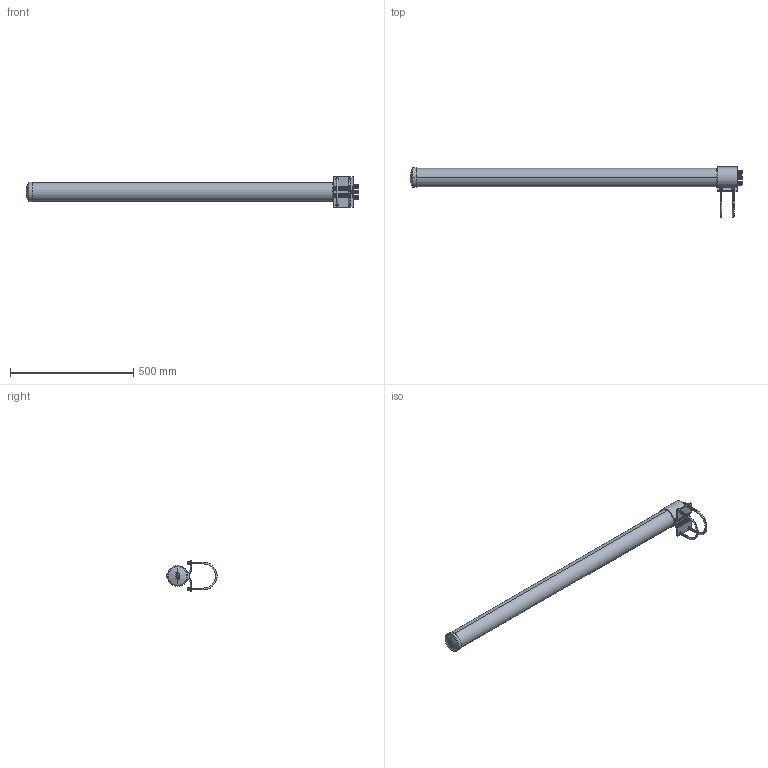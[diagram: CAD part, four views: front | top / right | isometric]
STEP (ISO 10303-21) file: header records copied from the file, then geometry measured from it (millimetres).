
FILE_DESCRIPTION (( 'STEP AP214' ), '1' );
FILE_NAME ('HG2458-11DPU.STEP', '2015-03-25T16:04:13', ( 'L-Com' ), ( 'L-Com Global Connectivity' ), 'SwSTEP 2.0', 'SolidWorks 2014', '' );
FILE_SCHEMA (( 'AUTOMOTIVE_DESIGN' ));
Length unit declared in the file: inch
Products named in the file (3): HG2458-11DPU_Ubolt; HG2458-11DPU_ANTENNA; HG2458-11DPU
Assembly tree (3 placements, depth 2):
  HG2458-11DPU
    HG2458-11DPU_ANTENNA
    HG2458-11DPU_Ubolt  x2
Bounding box: 1344.42 x 203.5 x 124.97 mm (x, y, z)
Volume: 6021192 mm3; surface area: 373962.8 mm2
Topology: 3 solids, 3 shells, 1534 faces, 3366 edges, 1911 vertices
Faces by surface type: cone 962, plane 316, cylinder 122, bspline 96, torus 30, sphere 8
Entity records: 42393 total; most frequent: CARTESIAN_POINT 11783, DIRECTION 5302, ORIENTED_EDGE 5088, EDGE_CURVE 2544, AXIS2_PLACEMENT_3D 1950, VERTEX_POINT 1487, LINE 1402, VECTOR 1402
